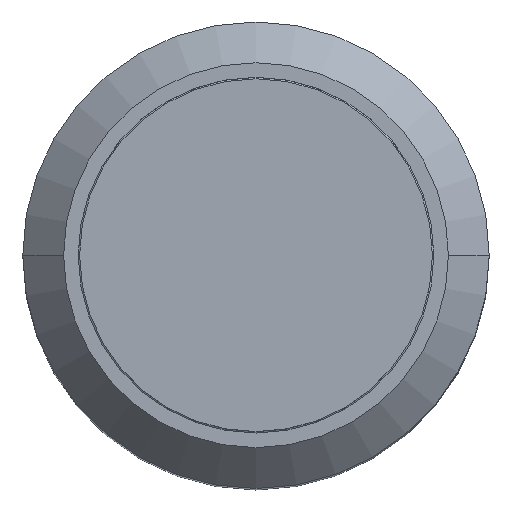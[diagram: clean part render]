
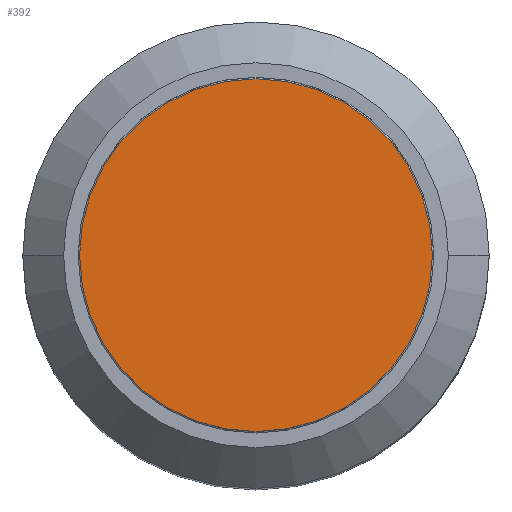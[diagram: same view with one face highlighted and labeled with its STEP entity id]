
A CAD part, top view. The second image highlights one B-rep face of the part: STEP entity #392.
In plain terms, the highlighted planar face has unit normal (0, 0, 1).
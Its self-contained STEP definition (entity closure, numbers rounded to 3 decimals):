
#103=CARTESIAN_POINT('',(0.,0.,-4.5));
#104=DIRECTION('',(0.,0.,-1.));
#105=DIRECTION('',(0.,1.,0.));
#106=AXIS2_PLACEMENT_3D('',#103,#104,#105);
#108=CARTESIAN_POINT('',(0.,0.,-4.5));
#109=DIRECTION('',(0.,0.,-1.));
#110=DIRECTION('',(0.,-1.,0.));
#111=AXIS2_PLACEMENT_3D('',#108,#109,#110);
#209=CARTESIAN_POINT('',(0.,-3.025,-4.5));
#210=VERTEX_POINT('',#209);
#211=CARTESIAN_POINT('',(0.,3.025,-4.5));
#212=VERTEX_POINT('',#211);
#383=CARTESIAN_POINT('',(0.,0.,-4.5));
#384=DIRECTION('',(0.,0.,-1.));
#385=DIRECTION('',(0.,1.,0.));
#386=AXIS2_PLACEMENT_3D('',#383,#384,#385);
#387=PLANE('',#386);
#388=ORIENTED_EDGE('',*,*,#258,.T.);
#389=ORIENTED_EDGE('',*,*,#370,.T.);
#390=EDGE_LOOP('',(#388,#389));
#391=FACE_OUTER_BOUND('',#390,.F.);
#392=ADVANCED_FACE('',(#391),#387,.F.);
#107=CIRCLE('',#106,3.025);
#112=CIRCLE('',#111,3.025);
#258=EDGE_CURVE('',#212,#210,#107,.T.);
#370=EDGE_CURVE('',#210,#212,#112,.T.);
